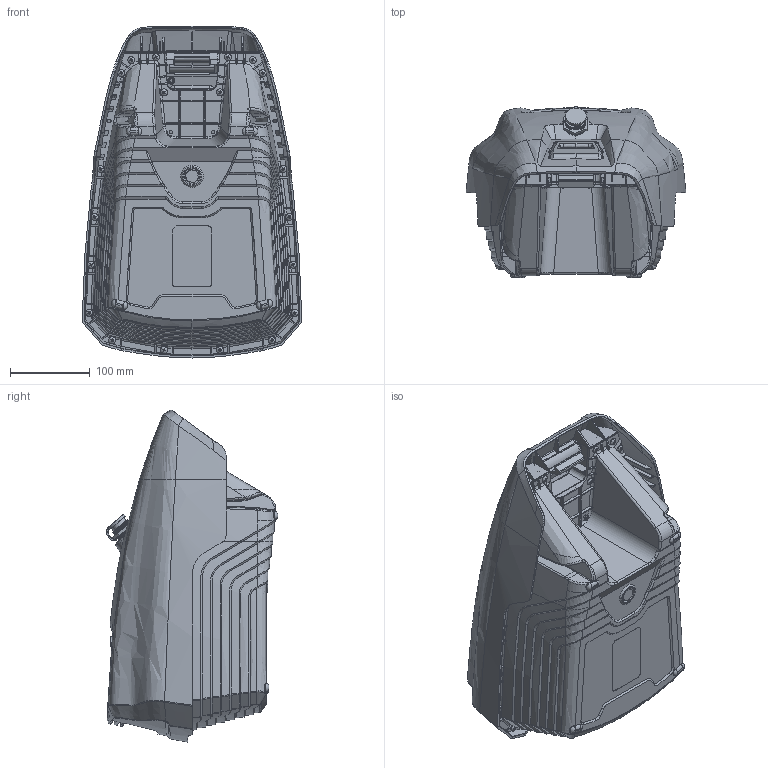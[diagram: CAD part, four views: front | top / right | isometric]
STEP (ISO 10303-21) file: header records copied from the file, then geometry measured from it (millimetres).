
FILE_DESCRIPTION (( 'STEP AP203' ), '1' );
FILE_NAME ('SPIRIT Battery Plus.STEP', '2024-02-28T06:28:08', ( '' ), ( '' ), 'SwSTEP 2.0', 'SolidWorks 2016', '' );
FILE_SCHEMA (( 'CONFIG_CONTROL_DESIGN' ));
Products named in the file (1): SPIRIT Battery Plus
Bounding box: 275.19 x 214.66 x 415.74 mm (x, y, z)
Surface area: 495575.8 mm2 (no closed solid volume)
Topology: 0 solids, 52 shells, 1541 faces, 5508 edges, 3867 vertices
Faces by surface type: bspline 922, plane 356, cylinder 175, cone 46, torus 42
Entity records: 150909 total; most frequent: CARTESIAN_POINT 115883, ORIENTED_EDGE 8824, EDGE_CURVE 5469, VERTEX_POINT 3867, DIRECTION 3487, B_SPLINE_CURVE_WITH_KNOTS 3242, EDGE_LOOP 1633, ADVANCED_FACE 1542
